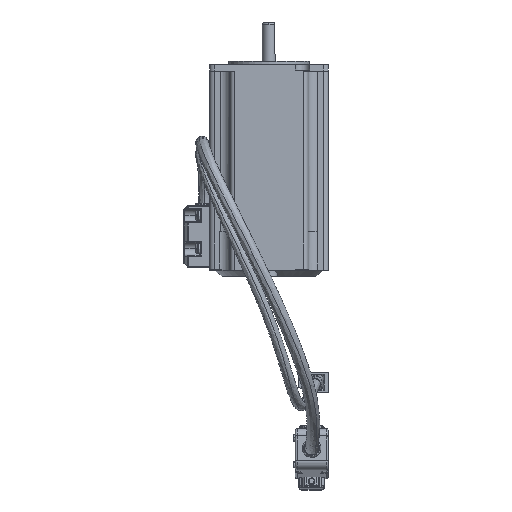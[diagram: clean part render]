
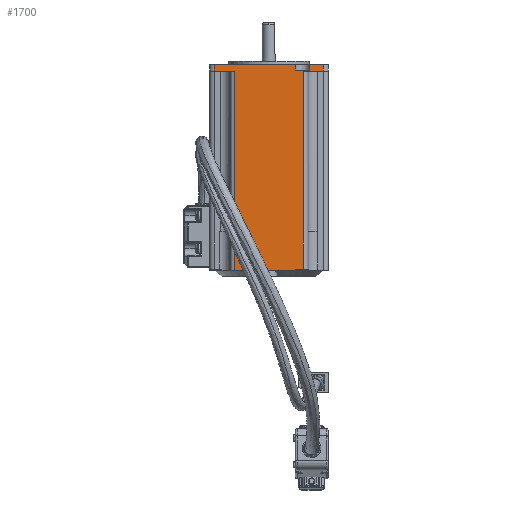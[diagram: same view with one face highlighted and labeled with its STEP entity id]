
A CAD part, front view. The second image highlights one B-rep face of the part: STEP entity #1700.
In plain terms, the highlighted planar face has unit normal (0, -1, 0).
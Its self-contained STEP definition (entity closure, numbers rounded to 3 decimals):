
#798 = EDGE_CURVE ( 'NONE', #118787, #35127, #86483, .T. ) ;
#839 = VERTEX_POINT ( 'NONE', #2299 ) ;
#1187 = CARTESIAN_POINT ( 'NONE',  ( 154.885, 10.174, 20.05 ) ) ;
#1700 = ADVANCED_FACE ( 'NONE', ( #61028 ), #5095, .F. ) ;
#2117 = LINE ( 'NONE', #116290, #87081 ) ;
#2299 = CARTESIAN_POINT ( 'NONE',  ( 154.885, 10.174, 22.75 ) ) ;
#3272 = LINE ( 'NONE', #100297, #69365 ) ;
#5095 = PLANE ( 'NONE',  #14760 ) ;
#10080 = VECTOR ( 'NONE', #51825, 1000. ) ;
#11943 = VECTOR ( 'NONE', #61961, 1000. ) ;
#12220 = DIRECTION ( 'NONE',  ( 1., 0., 0. ) ) ;
#12792 = ORIENTED_EDGE ( 'NONE', *, *, #73392, .F. ) ;
#14760 = AXIS2_PLACEMENT_3D ( 'NONE', #75432, #95995, #85508 ) ;
#14776 = CARTESIAN_POINT ( 'NONE',  ( 161.553, 10.174, 19.55 ) ) ;
#14837 = CARTESIAN_POINT ( 'NONE',  ( 109.003, 10.174, 22.75 ) ) ;
#15179 = VECTOR ( 'NONE', #125922, 1000. ) ;
#17300 = VECTOR ( 'NONE', #52414, 1000. ) ;
#18356 = CARTESIAN_POINT ( 'NONE',  ( 161.553, 10.174, 22.75 ) ) ;
#19436 = CARTESIAN_POINT ( 'NONE',  ( 151.798, 10.174, -57.45 ) ) ;
#20135 = VECTOR ( 'NONE', #88094, 1000. ) ;
#22323 = ORIENTED_EDGE ( 'NONE', *, *, #72536, .F. ) ;
#22393 = EDGE_CURVE ( 'NONE', #35127, #22881, #118912, .T. ) ;
#22881 = VERTEX_POINT ( 'NONE', #1187 ) ;
#25526 = CARTESIAN_POINT ( 'NONE',  ( 118.758, 10.174, -76.45 ) ) ;
#25560 = CARTESIAN_POINT ( 'NONE',  ( 161.553, 10.174, 10.35 ) ) ;
#29007 = EDGE_CURVE ( 'NONE', #55947, #59267, #69840, .T. ) ;
#29064 = VERTEX_POINT ( 'NONE', #113463 ) ;
#30466 = EDGE_CURVE ( 'NONE', #52257, #55947, #50882, .T. ) ;
#31848 = CARTESIAN_POINT ( 'NONE',  ( 161.553, 10.174, 19.55 ) ) ;
#32667 = EDGE_CURVE ( 'NONE', #63897, #59267, #70345, .T. ) ;
#33146 = ORIENTED_EDGE ( 'NONE', *, *, #119101, .F. ) ;
#33223 = CARTESIAN_POINT ( 'NONE',  ( 118.758, 10.174, 19.55 ) ) ;
#33538 = VECTOR ( 'NONE', #118887, 1000. ) ;
#35127 = VERTEX_POINT ( 'NONE', #71315 ) ;
#35272 = EDGE_LOOP ( 'NONE', ( #12792, #57895, #82825, #69495, #55603, #102014, #129414, #79554, #102589, #33146, #113619, #74702, #60435, #22323 ) ) ;
#36436 = VERTEX_POINT ( 'NONE', #33223 ) ;
#38409 = CARTESIAN_POINT ( 'NONE',  ( 148.285, 10.174, -75.95 ) ) ;
#40314 = CARTESIAN_POINT ( 'NONE',  ( 147.885, 10.174, 22.75 ) ) ;
#42619 = CARTESIAN_POINT ( 'NONE',  ( 111.658, 10.174, -76.45 ) ) ;
#43065 = VECTOR ( 'NONE', #92759, 1000. ) ;
#43716 = DIRECTION ( 'NONE',  ( 0., 0., 1. ) ) ;
#44139 = LINE ( 'NONE', #25560, #110202 ) ;
#44277 = VERTEX_POINT ( 'NONE', #18356 ) ;
#45557 = CARTESIAN_POINT ( 'NONE',  ( 148.285, 10.174, -75.95 ) ) ;
#50370 = EDGE_CURVE ( 'NONE', #44277, #129954, #44139, .T. ) ;
#50882 = LINE ( 'NONE', #19436, #33538 ) ;
#51391 = CARTESIAN_POINT ( 'NONE',  ( 161.553, 10.174, 19.55 ) ) ;
#51825 = DIRECTION ( 'NONE',  ( -1., 0., 0. ) ) ;
#52257 = VERTEX_POINT ( 'NONE', #124265 ) ;
#52414 = DIRECTION ( 'NONE',  ( 0., 0., -1. ) ) ;
#53301 = CARTESIAN_POINT ( 'NONE',  ( 118.758, 10.174, -75.95 ) ) ;
#54159 = CARTESIAN_POINT ( 'NONE',  ( 147.885, 10.174, 10.35 ) ) ;
#54182 = LINE ( 'NONE', #51391, #10080 ) ;
#54892 = EDGE_CURVE ( 'NONE', #119538, #63897, #77205, .T. ) ;
#55330 = DIRECTION ( 'NONE',  ( -1., 0., 0. ) ) ;
#55603 = ORIENTED_EDGE ( 'NONE', *, *, #29007, .F. ) ;
#55947 = VERTEX_POINT ( 'NONE', #60266 ) ;
#57353 = DIRECTION ( 'NONE',  ( 0., 0., -1. ) ) ;
#57895 = ORIENTED_EDGE ( 'NONE', *, *, #81911, .F. ) ;
#59267 = VERTEX_POINT ( 'NONE', #38409 ) ;
#60266 = CARTESIAN_POINT ( 'NONE',  ( 151.798, 10.174, -75.95 ) ) ;
#60435 = ORIENTED_EDGE ( 'NONE', *, *, #78467, .F. ) ;
#61028 = FACE_OUTER_BOUND ( 'NONE', #35272, .T. ) ;
#61542 = CARTESIAN_POINT ( 'NONE',  ( 135.278, 10.174, 22.75 ) ) ;
#61961 = DIRECTION ( 'NONE',  ( 1., 0., 0. ) ) ;
#62192 = EDGE_CURVE ( 'NONE', #129954, #52257, #54182, .T. ) ;
#63276 = CARTESIAN_POINT ( 'NONE',  ( 161.553, 10.174, 20.05 ) ) ;
#63897 = VERTEX_POINT ( 'NONE', #65463 ) ;
#65463 = CARTESIAN_POINT ( 'NONE',  ( 148.285, 10.174, -76.45 ) ) ;
#67566 = DIRECTION ( 'NONE',  ( 0., 0., 1. ) ) ;
#69365 = VECTOR ( 'NONE', #121346, 1000. ) ;
#69495 = ORIENTED_EDGE ( 'NONE', *, *, #32667, .T. ) ;
#69704 = LINE ( 'NONE', #115309, #118481 ) ;
#69840 = LINE ( 'NONE', #53301, #43065 ) ;
#70345 = LINE ( 'NONE', #45557, #15179 ) ;
#71315 = CARTESIAN_POINT ( 'NONE',  ( 147.885, 10.174, 20.05 ) ) ;
#72536 = EDGE_CURVE ( 'NONE', #29064, #127996, #3272, .T. ) ;
#73392 = EDGE_CURVE ( 'NONE', #36436, #29064, #128301, .T. ) ;
#74702 = ORIENTED_EDGE ( 'NONE', *, *, #798, .F. ) ;
#74936 = VECTOR ( 'NONE', #55330, 1000. ) ;
#75432 = CARTESIAN_POINT ( 'NONE',  ( 118.758, 10.174, -57.45 ) ) ;
#77205 = LINE ( 'NONE', #42619, #91237 ) ;
#78467 = EDGE_CURVE ( 'NONE', #127996, #118787, #119350, .T. ) ;
#79554 = ORIENTED_EDGE ( 'NONE', *, *, #50370, .F. ) ;
#81911 = EDGE_CURVE ( 'NONE', #119538, #36436, #69704, .T. ) ;
#82825 = ORIENTED_EDGE ( 'NONE', *, *, #54892, .T. ) ;
#85508 = DIRECTION ( 'NONE',  ( -1., 0., 0. ) ) ;
#86245 = EDGE_CURVE ( 'NONE', #839, #44277, #89109, .T. ) ;
#86483 = LINE ( 'NONE', #54159, #17300 ) ;
#87081 = VECTOR ( 'NONE', #67566, 1000. ) ;
#88094 = DIRECTION ( 'NONE',  ( 1., 0., 0. ) ) ;
#89109 = LINE ( 'NONE', #61542, #109570 ) ;
#91237 = VECTOR ( 'NONE', #93557, 1000. ) ;
#92759 = DIRECTION ( 'NONE',  ( -1., 0., 0. ) ) ;
#93557 = DIRECTION ( 'NONE',  ( 1., 0., 0. ) ) ;
#95995 = DIRECTION ( 'NONE',  ( 0., 1., 0. ) ) ;
#100297 = CARTESIAN_POINT ( 'NONE',  ( 109.003, 10.174, 10.35 ) ) ;
#102014 = ORIENTED_EDGE ( 'NONE', *, *, #30466, .F. ) ;
#102589 = ORIENTED_EDGE ( 'NONE', *, *, #86245, .F. ) ;
#106194 = CARTESIAN_POINT ( 'NONE',  ( 135.278, 10.174, 22.75 ) ) ;
#109570 = VECTOR ( 'NONE', #12220, 1000. ) ;
#110202 = VECTOR ( 'NONE', #57353, 1000. ) ;
#113463 = CARTESIAN_POINT ( 'NONE',  ( 109.003, 10.174, 19.55 ) ) ;
#113619 = ORIENTED_EDGE ( 'NONE', *, *, #22393, .F. ) ;
#115309 = CARTESIAN_POINT ( 'NONE',  ( 118.758, 10.174, -57.45 ) ) ;
#116290 = CARTESIAN_POINT ( 'NONE',  ( 154.885, 10.174, 10.35 ) ) ;
#118481 = VECTOR ( 'NONE', #43716, 1000. ) ;
#118787 = VERTEX_POINT ( 'NONE', #40314 ) ;
#118887 = DIRECTION ( 'NONE',  ( 0., 0., -1. ) ) ;
#118912 = LINE ( 'NONE', #63276, #11943 ) ;
#119101 = EDGE_CURVE ( 'NONE', #22881, #839, #2117, .T. ) ;
#119350 = LINE ( 'NONE', #106194, #20135 ) ;
#119538 = VERTEX_POINT ( 'NONE', #25526 ) ;
#121346 = DIRECTION ( 'NONE',  ( 0., 0., 1. ) ) ;
#124265 = CARTESIAN_POINT ( 'NONE',  ( 151.798, 10.174, 19.55 ) ) ;
#125922 = DIRECTION ( 'NONE',  ( 0., 0., 1. ) ) ;
#127996 = VERTEX_POINT ( 'NONE', #14837 ) ;
#128301 = LINE ( 'NONE', #14776, #74936 ) ;
#129414 = ORIENTED_EDGE ( 'NONE', *, *, #62192, .F. ) ;
#129954 = VERTEX_POINT ( 'NONE', #31848 ) ;
